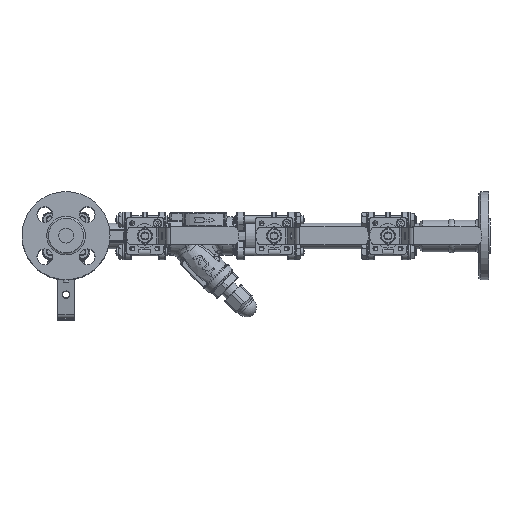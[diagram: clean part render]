
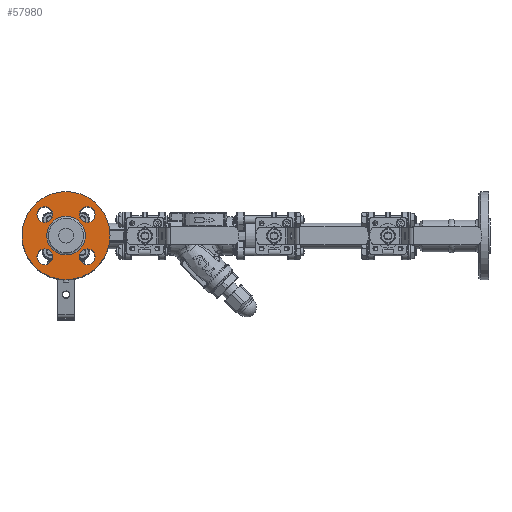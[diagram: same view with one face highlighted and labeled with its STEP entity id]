
A CAD part, top view. The second image highlights one B-rep face of the part: STEP entity #57980.
In plain terms, the highlighted planar face has unit normal (0, 0, 1).
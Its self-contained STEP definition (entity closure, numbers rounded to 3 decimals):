
#5902=FACE_BOUND('',#12911,.T.);
#5903=FACE_BOUND('',#12912,.T.);
#5904=FACE_BOUND('',#12913,.T.);
#5905=FACE_BOUND('',#12914,.T.);
#5906=FACE_BOUND('',#12915,.T.);
#6662=PLANE('',#63294);
#9100=FACE_OUTER_BOUND('',#12910,.T.);
#12910=EDGE_LOOP('',(#46174));
#12911=EDGE_LOOP('',(#46175));
#12912=EDGE_LOOP('',(#46176));
#12913=EDGE_LOOP('',(#46177));
#12914=EDGE_LOOP('',(#46178));
#12915=EDGE_LOOP('',(#46179));
#22268=CIRCLE('',#63279,44.5);
#22270=CIRCLE('',#63283,8.);
#22272=CIRCLE('',#63286,8.);
#22274=CIRCLE('',#63289,8.);
#22276=CIRCLE('',#63292,8.);
#22278=CIRCLE('',#63295,19.486);
#26326=VERTEX_POINT('',#102010);
#26328=VERTEX_POINT('',#102018);
#26330=VERTEX_POINT('',#102024);
#26332=VERTEX_POINT('',#102030);
#26334=VERTEX_POINT('',#102036);
#26336=VERTEX_POINT('',#102042);
#33303=EDGE_CURVE('',#26326,#26326,#22268,.T.);
#33306=EDGE_CURVE('',#26328,#26328,#22270,.T.);
#33309=EDGE_CURVE('',#26330,#26330,#22272,.T.);
#33312=EDGE_CURVE('',#26332,#26332,#22274,.T.);
#33315=EDGE_CURVE('',#26334,#26334,#22276,.T.);
#33318=EDGE_CURVE('',#26336,#26336,#22278,.T.);
#46174=ORIENTED_EDGE('',*,*,#33303,.F.);
#46175=ORIENTED_EDGE('',*,*,#33306,.T.);
#46176=ORIENTED_EDGE('',*,*,#33309,.T.);
#46177=ORIENTED_EDGE('',*,*,#33312,.T.);
#46178=ORIENTED_EDGE('',*,*,#33315,.T.);
#46179=ORIENTED_EDGE('',*,*,#33318,.F.);
#57980=ADVANCED_FACE('',(#9100,#5902,#5903,#5904,#5905,#5906),#6662,.F.);
#63279=AXIS2_PLACEMENT_3D('',#102012,#74853,#74854);
#63283=AXIS2_PLACEMENT_3D('',#102019,#74862,#74863);
#63286=AXIS2_PLACEMENT_3D('',#102025,#74869,#74870);
#63289=AXIS2_PLACEMENT_3D('',#102031,#74876,#74877);
#63292=AXIS2_PLACEMENT_3D('',#102037,#74883,#74884);
#63294=AXIS2_PLACEMENT_3D('',#102041,#74888,#74889);
#63295=AXIS2_PLACEMENT_3D('',#102043,#74890,#74891);
#74853=DIRECTION('center_axis',(0.,0.,
-1.));
#74854=DIRECTION('ref_axis',(1.,0.,0.));
#74862=DIRECTION('center_axis',(0.,0.,
-1.));
#74863=DIRECTION('ref_axis',(-1.,0.,0.));
#74869=DIRECTION('center_axis',(0.,0.,
-1.));
#74870=DIRECTION('ref_axis',(0.,1.,0.));
#74876=DIRECTION('center_axis',(0.,0.,
-1.));
#74877=DIRECTION('ref_axis',(1.,0.,0.));
#74883=DIRECTION('center_axis',(0.,0.,
-1.));
#74884=DIRECTION('ref_axis',(0.,-1.,0.));
#74888=DIRECTION('center_axis',(0.,0.,
-1.));
#74889=DIRECTION('ref_axis',(1.,0.,0.));
#74890=DIRECTION('center_axis',(0.,0.,
1.));
#74891=DIRECTION('ref_axis',(-1.,0.,0.));
#102010=CARTESIAN_POINT('',(-189.536,18.833,190.983));
#102012=CARTESIAN_POINT('Origin',(-145.036,18.833,190.983));
#102018=CARTESIAN_POINT('',(-158.426,-2.557,190.983));
#102019=CARTESIAN_POINT('Origin',(-166.426,-2.557,190.983));
#102024=CARTESIAN_POINT('',(-166.426,32.223,190.983));
#102025=CARTESIAN_POINT('Origin',(-166.426,40.223,190.983));
#102030=CARTESIAN_POINT('',(-131.646,40.223,190.983));
#102031=CARTESIAN_POINT('Origin',(-123.646,40.223,190.983));
#102036=CARTESIAN_POINT('',(-123.646,5.443,190.983));
#102037=CARTESIAN_POINT('Origin',(-123.646,-2.557,190.983));
#102041=CARTESIAN_POINT('Origin',(-145.036,18.833,190.983));
#102042=CARTESIAN_POINT('',(-125.549,18.833,190.983));
#102043=CARTESIAN_POINT('Origin',(-145.036,18.833,190.983));
